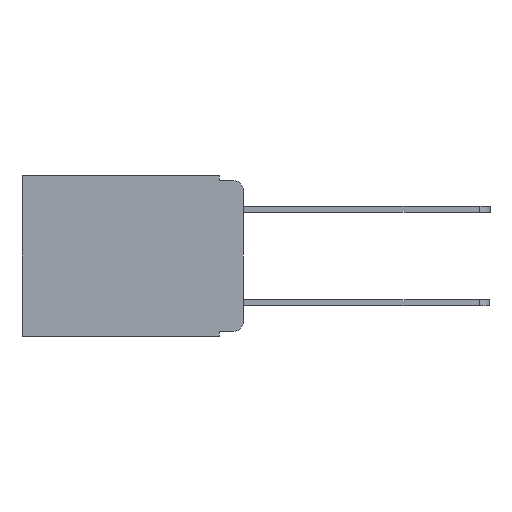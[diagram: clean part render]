
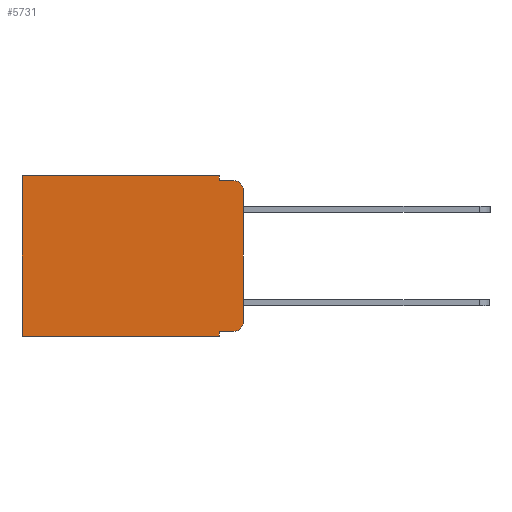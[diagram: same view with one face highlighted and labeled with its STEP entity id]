
A CAD part, left-side view. The second image highlights one B-rep face of the part: STEP entity #5731.
In plain terms, the highlighted planar face has unit normal (-1, 0, 0).
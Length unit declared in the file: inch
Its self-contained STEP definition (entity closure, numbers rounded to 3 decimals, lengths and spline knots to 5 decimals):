
#389 = ORIENTED_EDGE ( 'NONE', *, *, #8691, .T. ) ;
#441 = VERTEX_POINT ( 'NONE', #6350 ) ;
#490 = EDGE_CURVE ( 'NONE', #441, #11138, #5381, .T. ) ;
#547 = ORIENTED_EDGE ( 'NONE', *, *, #1834, .F. ) ;
#699 = ORIENTED_EDGE ( 'NONE', *, *, #18242, .F. ) ;
#1381 = ORIENTED_EDGE ( 'NONE', *, *, #10729, .T. ) ;
#1487 = CARTESIAN_POINT ( 'NONE',  ( 0.298, 0.02, -0.03 ) ) ;
#1652 = VECTOR ( 'NONE', #11803, 39.37008 ) ;
#1834 = EDGE_CURVE ( 'NONE', #11138, #7491, #5765, .T. ) ;
#2127 = ORIENTED_EDGE ( 'NONE', *, *, #3073, .T. ) ;
#2131 = ORIENTED_EDGE ( 'NONE', *, *, #21161, .T. ) ;
#2293 = ORIENTED_EDGE ( 'NONE', *, *, #17448, .F. ) ;
#2389 = ORIENTED_EDGE ( 'NONE', *, *, #490, .F. ) ;
#2526 = DIRECTION ( 'NONE',  ( 0., 0., -1. ) ) ;
#2775 = ORIENTED_EDGE ( 'NONE', *, *, #14891, .T. ) ;
#3073 = EDGE_CURVE ( 'NONE', #441, #7520, #24117, .T. ) ;
#3455 = DIRECTION ( 'NONE',  ( 0., 0., -1. ) ) ;
#4310 = AXIS2_PLACEMENT_3D ( 'NONE', #4616, #17765, #6521 ) ;
#4383 = CARTESIAN_POINT ( 'NONE',  ( 0.298, 0.02, -0.333 ) ) ;
#4385 = EDGE_LOOP ( 'NONE', ( #13990, #1381, #547, #2389, #2127, #2131, #699, #2293, #2775, #389 ) ) ;
#4616 = CARTESIAN_POINT ( 'NONE',  ( 0.298, 0.02, -0.313 ) ) ;
#4633 = CIRCLE ( 'NONE', #24051, 0.02 ) ;
#5381 = LINE ( 'NONE', #18387, #20315 ) ;
#5731 = ADVANCED_FACE ( 'NONE', ( #22797 ), #14020, .F. ) ;
#5765 = LINE ( 'NONE', #18782, #15116 ) ;
#6238 = CARTESIAN_POINT ( 'NONE',  ( 0.298, 0., 0. ) ) ;
#6278 = EDGE_CURVE ( 'NONE', #20618, #11241, #12305, .T. ) ;
#6350 = CARTESIAN_POINT ( 'NONE',  ( 0.298, 0.051, 0. ) ) ;
#6521 = DIRECTION ( 'NONE',  ( 0., 0., -1. ) ) ;
#6528 = VECTOR ( 'NONE', #8451, 39.37008 ) ;
#7255 = CARTESIAN_POINT ( 'NONE',  ( 0.298, 0.051, -0.343 ) ) ;
#7491 = VERTEX_POINT ( 'NONE', #20292 ) ;
#7520 = VERTEX_POINT ( 'NONE', #22221 ) ;
#8132 = VERTEX_POINT ( 'NONE', #23897 ) ;
#8155 = CARTESIAN_POINT ( 'NONE',  ( 0.298, 0.473, 0. ) ) ;
#8451 = DIRECTION ( 'NONE',  ( 0., 1., 0. ) ) ;
#8496 = CARTESIAN_POINT ( 'NONE',  ( 0.298, 0., 0. ) ) ;
#8515 = DIRECTION ( 'NONE',  ( 0., -1., 0. ) ) ;
#8691 = EDGE_CURVE ( 'NONE', #12312, #11241, #10045, .T. ) ;
#9208 = LINE ( 'NONE', #8155, #13537 ) ;
#10045 = CIRCLE ( 'NONE', #4310, 0.02 ) ;
#10327 = CARTESIAN_POINT ( 'NONE',  ( 0.298, 0., -0.343 ) ) ;
#10382 = DIRECTION ( 'NONE',  ( 0., 0., -1. ) ) ;
#10411 = CARTESIAN_POINT ( 'NONE',  ( 0.298, 0., -0.03 ) ) ;
#10729 = EDGE_CURVE ( 'NONE', #20618, #7491, #4633, .T. ) ;
#11138 = VERTEX_POINT ( 'NONE', #13756 ) ;
#11241 = VERTEX_POINT ( 'NONE', #14000 ) ;
#11495 = AXIS2_PLACEMENT_3D ( 'NONE', #8496, #21554, #10382 ) ;
#11651 = DIRECTION ( 'NONE',  ( 0., 0., -1. ) ) ;
#11803 = DIRECTION ( 'NONE',  ( 0., 0., -1. ) ) ;
#12305 = LINE ( 'NONE', #6238, #1652 ) ;
#12312 = VERTEX_POINT ( 'NONE', #4383 ) ;
#13537 = VECTOR ( 'NONE', #2526, 39.37008 ) ;
#13756 = CARTESIAN_POINT ( 'NONE',  ( 0.298, 0.051, -0.01 ) ) ;
#13817 = CARTESIAN_POINT ( 'NONE',  ( 0.298, 0.051, -0.333 ) ) ;
#13990 = ORIENTED_EDGE ( 'NONE', *, *, #6278, .F. ) ;
#14000 = CARTESIAN_POINT ( 'NONE',  ( 0.298, 0., -0.313 ) ) ;
#14020 = PLANE ( 'NONE',  #11495 ) ;
#14199 = VECTOR ( 'NONE', #22641, 39.37008 ) ;
#14654 = DIRECTION ( 'NONE',  ( -1., 0., 0. ) ) ;
#14891 = EDGE_CURVE ( 'NONE', #18906, #12312, #19960, .T. ) ;
#15116 = VECTOR ( 'NONE', #8515, 39.37008 ) ;
#15835 = VERTEX_POINT ( 'NONE', #7255 ) ;
#16595 = CARTESIAN_POINT ( 'NONE',  ( 0.298, 0.051, -0.333 ) ) ;
#17076 = LINE ( 'NONE', #10327, #6528 ) ;
#17421 = CARTESIAN_POINT ( 'NONE',  ( 0.298, 0., 0. ) ) ;
#17448 = EDGE_CURVE ( 'NONE', #18906, #15835, #23490, .T. ) ;
#17765 = DIRECTION ( 'NONE',  ( -1., 0., 0. ) ) ;
#18242 = EDGE_CURVE ( 'NONE', #15835, #8132, #17076, .T. ) ;
#18387 = CARTESIAN_POINT ( 'NONE',  ( 0.298, 0.051, 0. ) ) ;
#18461 = DIRECTION ( 'NONE',  ( 0., -1., 0. ) ) ;
#18782 = CARTESIAN_POINT ( 'NONE',  ( 0.298, 0.051, -0.01 ) ) ;
#18906 = VERTEX_POINT ( 'NONE', #13817 ) ;
#19427 = DIRECTION ( 'NONE',  ( 0., 0., -1. ) ) ;
#19753 = VECTOR ( 'NONE', #11651, 39.37008 ) ;
#19960 = LINE ( 'NONE', #16595, #24256 ) ;
#20292 = CARTESIAN_POINT ( 'NONE',  ( 0.298, 0.02, -0.01 ) ) ;
#20315 = VECTOR ( 'NONE', #19427, 39.37008 ) ;
#20618 = VERTEX_POINT ( 'NONE', #10411 ) ;
#21161 = EDGE_CURVE ( 'NONE', #7520, #8132, #9208, .T. ) ;
#21554 = DIRECTION ( 'NONE',  ( 1., 0., 0. ) ) ;
#22221 = CARTESIAN_POINT ( 'NONE',  ( 0.298, 0.473, 0. ) ) ;
#22641 = DIRECTION ( 'NONE',  ( 0., 1., 0. ) ) ;
#22797 = FACE_OUTER_BOUND ( 'NONE', #4385, .T. ) ;
#22811 = CARTESIAN_POINT ( 'NONE',  ( 0.298, 0.051, 0. ) ) ;
#23490 = LINE ( 'NONE', #22811, #19753 ) ;
#23897 = CARTESIAN_POINT ( 'NONE',  ( 0.298, 0.473, -0.343 ) ) ;
#24051 = AXIS2_PLACEMENT_3D ( 'NONE', #1487, #14654, #3455 ) ;
#24117 = LINE ( 'NONE', #17421, #14199 ) ;
#24256 = VECTOR ( 'NONE', #18461, 39.37008 ) ;
